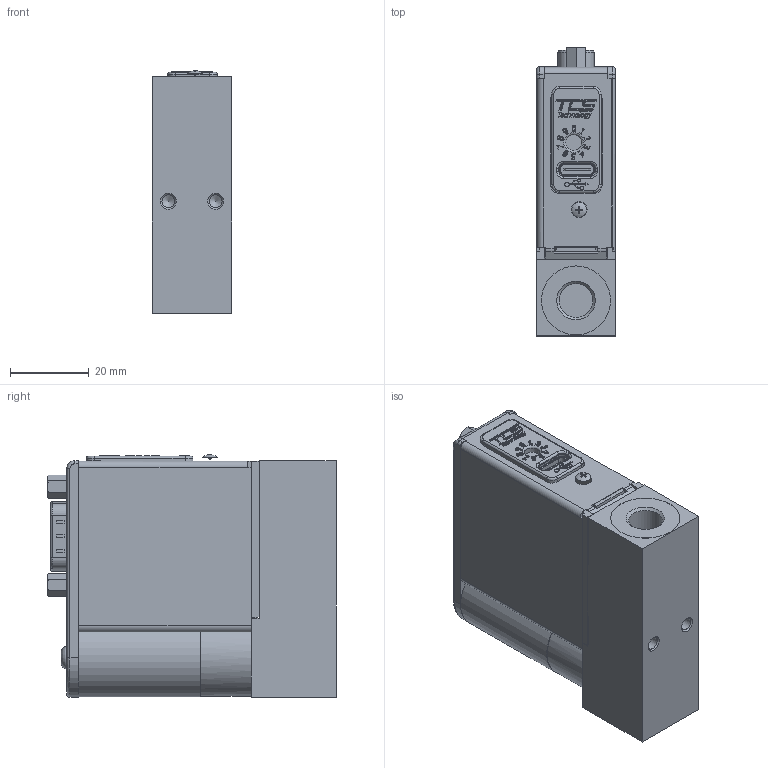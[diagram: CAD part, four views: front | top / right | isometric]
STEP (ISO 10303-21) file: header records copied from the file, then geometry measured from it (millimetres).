
FILE_DESCRIPTION(/* description */ (''),/* implementation_level */ '2;1');
FILE_NAME(/* name */ '711731.stp',/* time_stamp */ '2022-04-06T10:55:19+02:00',/* author */ ('M-Huiskes'),/* organization */ (''),/* preprocessor_version */ 'ST-DEVELOPER v18.1',/* originating_system */ 'Autodesk Inventor 2021',/* authorisation */ '');
FILE_SCHEMA (('AUTOMOTIVE_DESIGN { 1 0 10303 214 3 1 1 }'));
Products named in the file (1): Part6
Bounding box: 20.2 x 73.1 x 61.49 mm (x, y, z)
Volume: 77412.7 mm3; surface area: 17875.5 mm2
Topology: 1 solids, 318 shells, 1635 faces, 5049 edges, 3801 vertices
Faces by surface type: plane 1063, bspline 263, cylinder 174, cone 56, sphere 55, torus 24
Full cylindrical faces by diameter (mm): 0.375 x1, 0.494 x3, 2.459 x2, 3.242 x2, 4 x1, 5.7 x1, 8.566 x2, 17.5 x2, 19.6 x1
Entity records: 59851 total; most frequent: CARTESIAN_POINT 14839, ORIENTED_EDGE 8506, DIRECTION 7993, EDGE_CURVE 5046, VERTEX_POINT 3801, LINE 3649, VECTOR 3649, AXIS2_PLACEMENT_3D 2172
